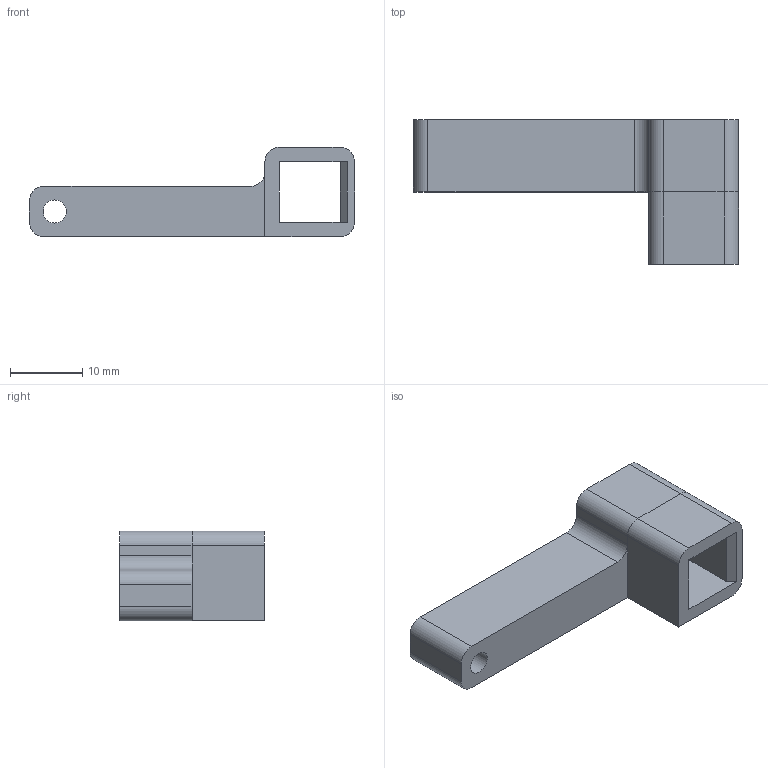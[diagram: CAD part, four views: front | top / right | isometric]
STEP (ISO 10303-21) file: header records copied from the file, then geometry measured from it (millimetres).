
FILE_DESCRIPTION(('FreeCAD Model'),'2;1');
FILE_NAME('Paper roller lever1.step', '2017-10-18T17:49:23',('Author'),(''), 'Open CASCADE STEP processor 6.8','FreeCAD','Unknown');
FILE_SCHEMA(('AUTOMOTIVE_DESIGN_CC2 { 1 2 10303 214 -1 1 5 4 }'));
Length unit declared in the file: millimetre
Products named in the file (2): ASSEMBLY; Chamfer033005
Assembly tree (1 placements, depth 2):
  ASSEMBLY
    Chamfer033005
Bounding box: 45 x 20 x 12.4 mm (x, y, z)
Volume: 3801.3 mm3; surface area: 2935.2 mm2
Topology: 1 solids, 1 shells, 33 faces, 83 edges, 52 vertices
Faces by surface type: plane 23, cylinder 10
Full cylindrical faces by diameter (mm): 3.2 x1
Entity records: 2118 total; most frequent: CARTESIAN_POINT 390, DIRECTION 322, LINE 212, VECTOR 212, ORIENTED_EDGE 166, PCURVE 166, DEFINITIONAL_REPRESENTATION 166, EDGE_CURVE 83
